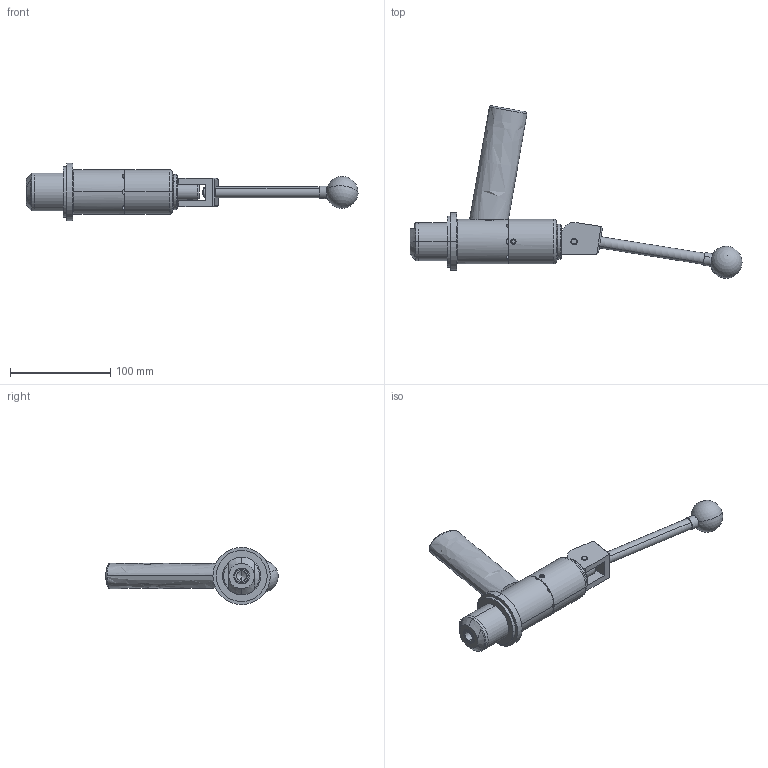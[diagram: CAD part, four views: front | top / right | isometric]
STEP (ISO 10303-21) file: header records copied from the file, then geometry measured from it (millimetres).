
FILE_DESCRIPTION (( 'STEP AP214' ), '1' );
FILE_NAME ('CTSC-003708.STEP', '2025-06-26T14:34:17', ( '' ), ( '' ), 'SwSTEP 2.0', 'SolidWorks 2023', '' );
FILE_SCHEMA (( 'AUTOMOTIVE_DESIGN' ));
Length unit declared in the file: inch
Products named in the file (1): CTSC-003708
Bounding box: 330.67 x 171.73 x 57.15 mm (x, y, z)
Volume: 333362.9 mm3; surface area: 89096.4 mm2
Topology: 11 solids, 12 shells, 302 faces, 727 edges, 461 vertices
Faces by surface type: cylinder 129, plane 108, cone 45, torus 11, bspline 7, sphere 2
Entity records: 15029 total; most frequent: CARTESIAN_POINT 4201, DIRECTION 1441, ORIENTED_EDGE 1428, EDGE_CURVE 714, AXIS2_PLACEMENT_3D 570, VERTEX_POINT 456, EDGE_LOOP 342, LENGTH_MEASURE_WITH_UNIT 302
